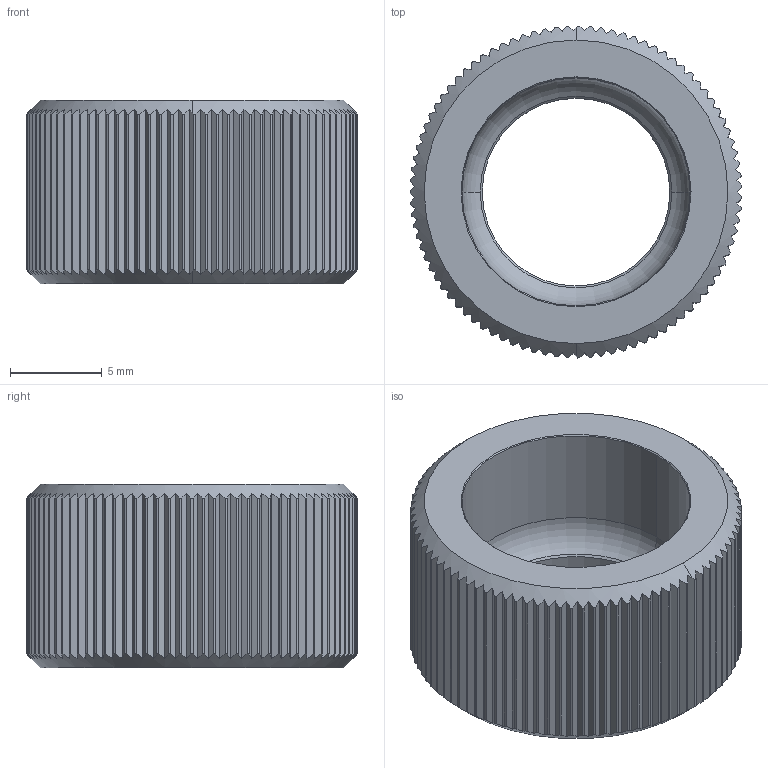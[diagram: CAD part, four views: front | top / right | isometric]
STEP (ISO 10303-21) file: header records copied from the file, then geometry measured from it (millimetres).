
FILE_DESCRIPTION (( 'STEP AP214' ), '1' );
FILE_NAME ('11524.STEP', '2018-11-09T14:06:45', ( 'Mike W' ), ( '' ), 'SwSTEP 2.0', 'SolidWorks 2018', '' );
FILE_SCHEMA (( 'AUTOMOTIVE_DESIGN' ));
Length unit declared in the file: millimetre
Products named in the file (1): 11524
Bounding box: 18.03 x 18.03 x 10 mm (x, y, z)
Volume: 1380.2 mm3; surface area: 1353.7 mm2
Topology: 1 solids, 1 shells, 293 faces, 863 edges, 572 vertices
Faces by surface type: plane 192, cylinder 87, cone 12, torus 2
Entity records: 10149 total; most frequent: CARTESIAN_POINT 2881, ORIENTED_EDGE 1726, DIRECTION 1257, EDGE_CURVE 863, VERTEX_POINT 572, AXIS2_PLACEMENT_3D 484, B_SPLINE_CURVE_WITH_KNOTS 384, EDGE_LOOP 295
